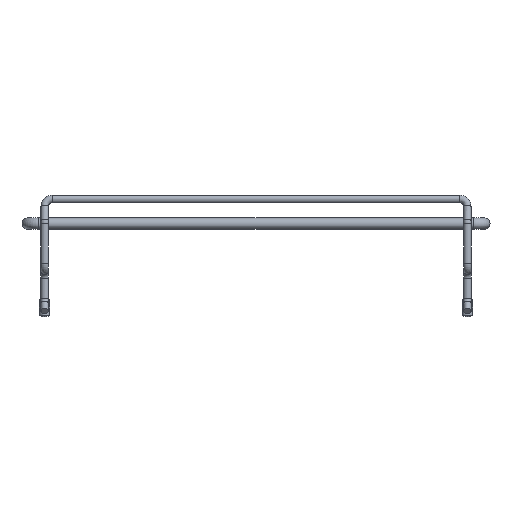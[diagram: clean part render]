
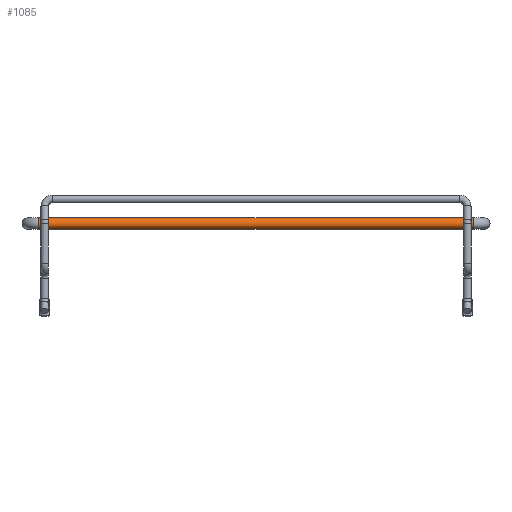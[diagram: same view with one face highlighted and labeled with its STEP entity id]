
A CAD part, front view. The second image highlights one B-rep face of the part: STEP entity #1085.
In plain terms, the highlighted cylindrical face has radius 3 mm (diameter 6 mm), a full revolution.
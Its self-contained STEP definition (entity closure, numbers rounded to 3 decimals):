
#15=FACE_BOUND('',#149,.T.);
#16=FACE_BOUND('',#150,.T.);
#91=FACE_OUTER_BOUND('',#148,.T.);
#148=EDGE_LOOP('',(#809,#810,#811,#812));
#149=EDGE_LOOP('',(#813,#814));
#150=EDGE_LOOP('',(#815,#816));
#200=LINE('',#2079,#235);
#235=VECTOR('',#1504,3.);
#309=CIRCLE('',#1221,3.);
#310=CIRCLE('',#1223,3.);
#311=CIRCLE('',#1224,3.);
#312=CIRCLE('',#1225,3.);
#425=VERTEX_POINT('',#2074);
#426=VERTEX_POINT('',#2078);
#427=VERTEX_POINT('',#2081);
#428=VERTEX_POINT('',#2082);
#429=VERTEX_POINT('',#2084);
#430=VERTEX_POINT('',#2085);
#565=EDGE_CURVE('',#425,#425,#309,.T.);
#566=EDGE_CURVE('',#425,#426,#200,.T.);
#567=EDGE_CURVE('',#426,#426,#310,.T.);
#568=EDGE_CURVE('',#427,#428,#311,.T.);
#569=EDGE_CURVE('',#429,#430,#312,.T.);
#809=ORIENTED_EDGE('',*,*,#565,.F.);
#810=ORIENTED_EDGE('',*,*,#566,.T.);
#811=ORIENTED_EDGE('',*,*,#567,.T.);
#812=ORIENTED_EDGE('',*,*,#566,.F.);
#813=ORIENTED_EDGE('',*,*,#568,.T.);
#814=ORIENTED_EDGE('',*,*,#568,.F.);
#815=ORIENTED_EDGE('',*,*,#569,.T.);
#816=ORIENTED_EDGE('',*,*,#569,.F.);
#982=CYLINDRICAL_SURFACE('',#1222,3.);
#1085=ADVANCED_FACE('',(#91,#15,#16),#982,.T.);
#1221=AXIS2_PLACEMENT_3D('',#2076,#1500,#1501);
#1222=AXIS2_PLACEMENT_3D('',#2077,#1502,#1503);
#1223=AXIS2_PLACEMENT_3D('',#2080,#1505,#1506);
#1224=AXIS2_PLACEMENT_3D('',#2083,#1507,#1508);
#1225=AXIS2_PLACEMENT_3D('',#2086,#1509,#1510);
#1500=DIRECTION('center_axis',(-1.,0.,0.));
#1501=DIRECTION('ref_axis',(0.,-1.,0.));
#1502=DIRECTION('center_axis',(-1.,0.,0.));
#1503=DIRECTION('ref_axis',(0.,-1.,0.));
#1504=DIRECTION('',(1.,0.,0.));
#1505=DIRECTION('center_axis',(-1.,0.,0.));
#1506=DIRECTION('ref_axis',(0.,-1.,0.));
#1507=DIRECTION('center_axis',(-1.,0.,0.));
#1508=DIRECTION('ref_axis',(0.,-1.,0.));
#1509=DIRECTION('center_axis',(-1.,0.,0.));
#1510=DIRECTION('ref_axis',(0.,-1.,0.));
#2074=CARTESIAN_POINT('',(-115.,-235.5,0.));
#2076=CARTESIAN_POINT('Origin',(-115.,-238.5,0.));
#2077=CARTESIAN_POINT('Origin',(115.,-238.5,0.));
#2078=CARTESIAN_POINT('',(115.,-235.5,0.));
#2079=CARTESIAN_POINT('',(115.,-235.5,0.));
#2080=CARTESIAN_POINT('Origin',(115.,-238.5,0.));
#2081=CARTESIAN_POINT('',(112.,-241.5,0.));
#2082=CARTESIAN_POINT('',(112.,-241.351,0.935));
#2083=CARTESIAN_POINT('Origin',(112.,-238.5,0.));
#2084=CARTESIAN_POINT('',(-112.,-241.5,0.));
#2085=CARTESIAN_POINT('',(-112.,-241.351,0.935));
#2086=CARTESIAN_POINT('Origin',(-112.,-238.5,0.));
